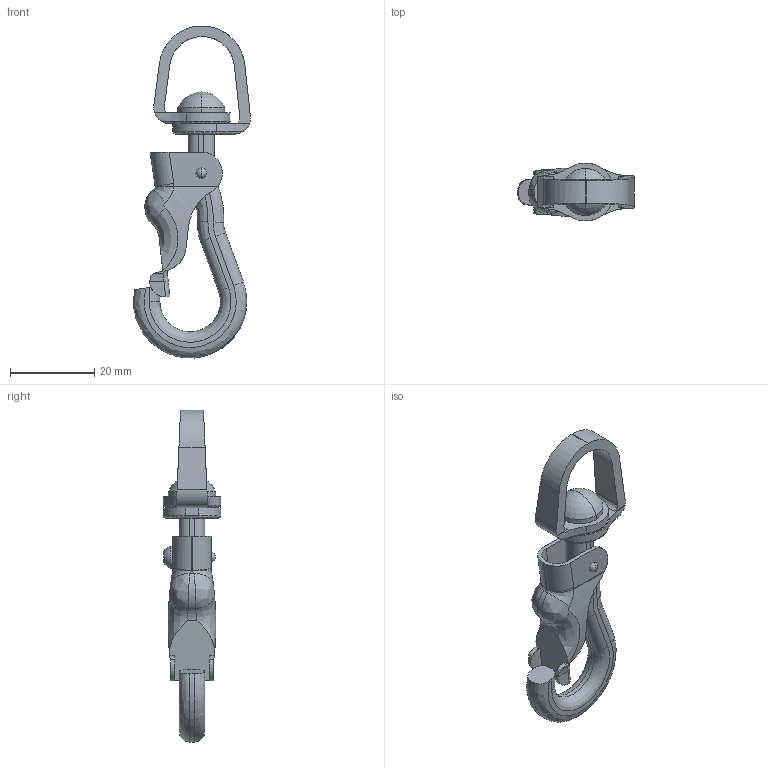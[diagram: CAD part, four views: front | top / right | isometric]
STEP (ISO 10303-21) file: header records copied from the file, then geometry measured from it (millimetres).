
FILE_DESCRIPTION( (''), '2;1');
FILE_NAME ('PC3955.6736.TM_179_2_18192.stp','2026-04-06T09:26:25',(''),(''),'spGate 20.6.3 (****-****-****-****)','','');
FILE_SCHEMA (('AUTOMOTIVE_DESIGN'));
Length unit declared in the file: millimetre
Products named in the file (4): Assembly; Dカン; フック; レバー
Assembly tree (3 placements, depth 2):
  Assembly
    Dカン
    フック
    レバー
Bounding box: 27.82 x 13.78 x 78.96 mm (x, y, z)
Volume: 5405 mm3; surface area: 5514.2 mm2
Topology: 3 solids, 3 shells, 162 faces, 433 edges, 270 vertices
Faces by surface type: cylinder 68, bspline 45, plane 39, sphere 10
Entity records: 10292 total; most frequent: CARTESIAN_POINT 3234, ORIENTED_EDGE 854, DIRECTION 676, COLOUR_RGB 592, PRESENTATION_STYLE_ASSIGNMENT 592, STYLED_ITEM 592, EDGE_CURVE 427, DRAUGHTING_PRE_DEFINED_CURVE_FONT 427
